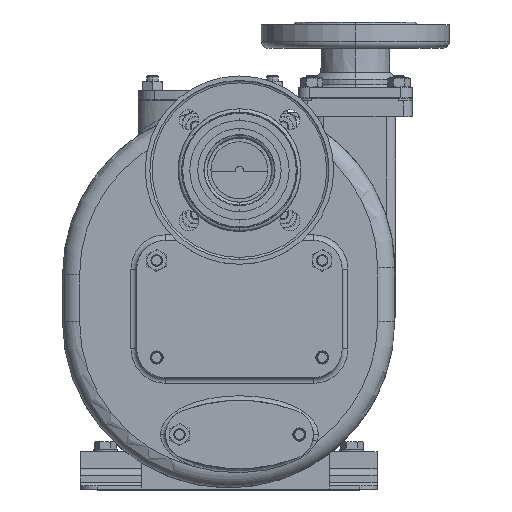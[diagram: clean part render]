
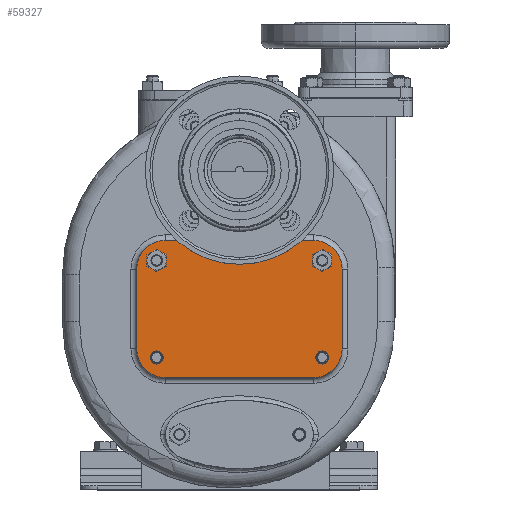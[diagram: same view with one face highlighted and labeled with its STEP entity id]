
A CAD part, top view. The second image highlights one B-rep face of the part: STEP entity #59327.
In plain terms, the highlighted planar face has unit normal (0, 0, 1).
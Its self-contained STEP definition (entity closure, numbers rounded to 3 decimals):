
#26695=CARTESIAN_POINT('',(-55.49,-27.5,279.5));
#26696=DIRECTION('',(0.,0.,-1.));
#26697=DIRECTION('',(0.,-1.,0.));
#26698=AXIS2_PLACEMENT_3D('',#26695,#26696,#26697);
#26700=DIRECTION('',(0.,1.,0.));
#26701=VECTOR('',#26700,70.);
#26702=CARTESIAN_POINT('',(-80.49,-27.5,279.5));
#26703=LINE('',#26702,#26701);
#26704=CARTESIAN_POINT('',(-55.49,42.5,279.5));
#26705=DIRECTION('',(0.,0.,-1.));
#26706=DIRECTION('',(-1.,0.,0.));
#26707=AXIS2_PLACEMENT_3D('',#26704,#26705,#26706);
#26709=DIRECTION('',(1.,0.,0.));
#26710=VECTOR('',#26709,130.);
#26711=CARTESIAN_POINT('',(-55.49,67.5,279.5));
#26712=LINE('',#26711,#26710);
#26713=CARTESIAN_POINT('',(74.51,42.5,279.5));
#26714=DIRECTION('',(0.,0.,-1.));
#26715=DIRECTION('',(0.,1.,0.));
#26716=AXIS2_PLACEMENT_3D('',#26713,#26714,#26715);
#26718=DIRECTION('',(0.,-1.,0.));
#26719=VECTOR('',#26718,70.);
#26720=CARTESIAN_POINT('',(99.51,42.5,279.5));
#26721=LINE('',#26720,#26719);
#26722=CARTESIAN_POINT('',(74.51,-27.5,279.5));
#26723=DIRECTION('',(0.,0.,-1.));
#26724=DIRECTION('',(1.,0.,0.));
#26725=AXIS2_PLACEMENT_3D('',#26722,#26723,#26724);
#26727=DIRECTION('',(-1.,0.,0.));
#26728=VECTOR('',#26727,130.);
#26729=CARTESIAN_POINT('',(74.51,-52.5,279.5));
#26730=LINE('',#26729,#26728);
#26731=CARTESIAN_POINT('',(82.01,-35.,279.5));
#26732=DIRECTION('',(0.,0.,1.));
#26733=DIRECTION('',(1.,0.,0.));
#26734=AXIS2_PLACEMENT_3D('',#26731,#26732,#26733);
#26736=CARTESIAN_POINT('',(82.01,-35.,279.5));
#26737=DIRECTION('',(0.,0.,1.));
#26738=DIRECTION('',(-1.,0.,0.));
#26739=AXIS2_PLACEMENT_3D('',#26736,#26737,#26738);
#26741=CARTESIAN_POINT('',(-62.99,-35.,279.5));
#26742=DIRECTION('',(0.,0.,1.));
#26743=DIRECTION('',(1.,0.,0.));
#26744=AXIS2_PLACEMENT_3D('',#26741,#26742,#26743);
#26746=CARTESIAN_POINT('',(-62.99,-35.,279.5));
#26747=DIRECTION('',(0.,0.,1.));
#26748=DIRECTION('',(-1.,0.,0.));
#26749=AXIS2_PLACEMENT_3D('',#26746,#26747,#26748);
#26751=CARTESIAN_POINT('',(-62.99,50.,279.5));
#26752=DIRECTION('',(0.,0.,-1.));
#26753=DIRECTION('',(0.5,-0.866,0.));
#26754=AXIS2_PLACEMENT_3D('',#26751,#26752,#26753);
#26756=CARTESIAN_POINT('',(-62.99,50.,279.5));
#26757=DIRECTION('',(0.,0.,-1.));
#26758=DIRECTION('',(1.,0.,0.));
#26759=AXIS2_PLACEMENT_3D('',#26756,#26757,#26758);
#26761=CARTESIAN_POINT('',(-62.99,50.,279.5));
#26762=DIRECTION('',(0.,0.,-1.));
#26763=DIRECTION('',(0.5,0.866,0.));
#26764=AXIS2_PLACEMENT_3D('',#26761,#26762,#26763);
#26766=CARTESIAN_POINT('',(-62.99,50.,279.5));
#26767=DIRECTION('',(0.,0.,-1.));
#26768=DIRECTION('',(-0.5,0.866,0.));
#26769=AXIS2_PLACEMENT_3D('',#26766,#26767,#26768);
#26771=CARTESIAN_POINT('',(-62.99,50.,279.5));
#26772=DIRECTION('',(0.,0.,-1.));
#26773=DIRECTION('',(-1.,0.,0.));
#26774=AXIS2_PLACEMENT_3D('',#26771,#26772,#26773);
#26776=CARTESIAN_POINT('',(-62.99,50.,279.5));
#26777=DIRECTION('',(0.,0.,-1.));
#26778=DIRECTION('',(-0.5,-0.866,0.));
#26779=AXIS2_PLACEMENT_3D('',#26776,#26777,#26778);
#26781=CARTESIAN_POINT('',(82.01,50.,279.5));
#26782=DIRECTION('',(0.,0.,-1.));
#26783=DIRECTION('',(0.5,-0.866,0.));
#26784=AXIS2_PLACEMENT_3D('',#26781,#26782,#26783);
#26786=CARTESIAN_POINT('',(82.01,50.,279.5));
#26787=DIRECTION('',(0.,0.,-1.));
#26788=DIRECTION('',(1.,0.,0.));
#26789=AXIS2_PLACEMENT_3D('',#26786,#26787,#26788);
#26791=CARTESIAN_POINT('',(82.01,50.,279.5));
#26792=DIRECTION('',(0.,0.,-1.));
#26793=DIRECTION('',(0.5,0.866,0.));
#26794=AXIS2_PLACEMENT_3D('',#26791,#26792,#26793);
#26796=CARTESIAN_POINT('',(82.01,50.,279.5));
#26797=DIRECTION('',(0.,0.,-1.));
#26798=DIRECTION('',(-0.5,0.866,0.));
#26799=AXIS2_PLACEMENT_3D('',#26796,#26797,#26798);
#26801=CARTESIAN_POINT('',(82.01,50.,279.5));
#26802=DIRECTION('',(0.,0.,-1.));
#26803=DIRECTION('',(-1.,0.,0.));
#26804=AXIS2_PLACEMENT_3D('',#26801,#26802,#26803);
#26806=CARTESIAN_POINT('',(82.01,50.,279.5));
#26807=DIRECTION('',(0.,0.,-1.));
#26808=DIRECTION('',(-0.5,-0.866,0.));
#26809=AXIS2_PLACEMENT_3D('',#26806,#26807,#26808);
#33960=CARTESIAN_POINT('',(87.76,-35.,279.5));
#33961=CARTESIAN_POINT('',(76.26,-35.,279.5));
#33962=VERTEX_POINT('',#33960);
#33963=VERTEX_POINT('',#33961);
#33964=CARTESIAN_POINT('',(-57.24,-35.,279.5));
#33965=CARTESIAN_POINT('',(-68.74,-35.,279.5));
#33966=VERTEX_POINT('',#33964);
#33967=VERTEX_POINT('',#33965);
#33968=CARTESIAN_POINT('',(-55.49,-52.5,279.5));
#33969=CARTESIAN_POINT('',(-80.49,-27.5,279.5));
#33970=VERTEX_POINT('',#33968);
#33971=VERTEX_POINT('',#33969);
#33972=CARTESIAN_POINT('',(-80.49,42.5,279.5));
#33973=VERTEX_POINT('',#33972);
#33974=CARTESIAN_POINT('',(-55.49,67.5,279.5));
#33975=VERTEX_POINT('',#33974);
#33976=CARTESIAN_POINT('',(74.51,67.5,279.5));
#33977=VERTEX_POINT('',#33976);
#33978=CARTESIAN_POINT('',(99.51,42.5,279.5));
#33979=VERTEX_POINT('',#33978);
#33980=CARTESIAN_POINT('',(99.51,-27.5,279.5));
#33981=VERTEX_POINT('',#33980);
#33982=CARTESIAN_POINT('',(74.51,-52.5,279.5));
#33983=VERTEX_POINT('',#33982);
#34020=CARTESIAN_POINT('',(-58.74,42.639,279.5));
#34021=CARTESIAN_POINT('',(-67.24,42.639,279.5));
#34022=VERTEX_POINT('',#34020);
#34023=VERTEX_POINT('',#34021);
#34024=CARTESIAN_POINT('',(-71.49,50.,279.5));
#34025=VERTEX_POINT('',#34024);
#34026=CARTESIAN_POINT('',(-67.24,57.361,279.5));
#34027=VERTEX_POINT('',#34026);
#34028=CARTESIAN_POINT('',(-58.74,57.361,279.5));
#34029=VERTEX_POINT('',#34028);
#34030=CARTESIAN_POINT('',(-54.49,50.,279.5));
#34031=VERTEX_POINT('',#34030);
#34060=CARTESIAN_POINT('',(86.26,42.639,279.5));
#34061=CARTESIAN_POINT('',(77.76,42.639,279.5));
#34062=VERTEX_POINT('',#34060);
#34063=VERTEX_POINT('',#34061);
#34064=CARTESIAN_POINT('',(73.51,50.,279.5));
#34065=VERTEX_POINT('',#34064);
#34066=CARTESIAN_POINT('',(77.76,57.361,279.5));
#34067=VERTEX_POINT('',#34066);
#34068=CARTESIAN_POINT('',(86.26,57.361,279.5));
#34069=VERTEX_POINT('',#34068);
#34070=CARTESIAN_POINT('',(90.51,50.,279.5));
#34071=VERTEX_POINT('',#34070);
#59272=CARTESIAN_POINT('',(9.51,7.5,279.5));
#59273=DIRECTION('',(0.,0.,-1.));
#59274=DIRECTION('',(1.,0.,0.));
#59275=AXIS2_PLACEMENT_3D('',#59272,#59273,#59274);
#59276=PLANE('',#59275);
#59277=ORIENTED_EDGE('',*,*,#59233,.T.);
#59278=ORIENTED_EDGE('',*,*,#59249,.T.);
#59279=ORIENTED_EDGE('',*,*,#59263,.T.);
#59280=ORIENTED_EDGE('',*,*,#59142,.T.);
#59281=ORIENTED_EDGE('',*,*,#59165,.T.);
#59282=ORIENTED_EDGE('',*,*,#59180,.T.);
#59283=ORIENTED_EDGE('',*,*,#59195,.T.);
#59284=ORIENTED_EDGE('',*,*,#59210,.T.);
#59285=EDGE_LOOP('',(#59277,#59278,#59279,#59280,#59281,#59282,#59283,#59284));
#59286=FACE_OUTER_BOUND('',#59285,.F.);
#59288=ORIENTED_EDGE('',*,*,#59287,.T.);
#59290=ORIENTED_EDGE('',*,*,#59289,.T.);
#59291=EDGE_LOOP('',(#59288,#59290));
#59292=FACE_BOUND('',#59291,.F.);
#59294=ORIENTED_EDGE('',*,*,#59293,.T.);
#59296=ORIENTED_EDGE('',*,*,#59295,.T.);
#59297=EDGE_LOOP('',(#59294,#59296));
#59298=FACE_BOUND('',#59297,.F.);
#59300=ORIENTED_EDGE('',*,*,#59299,.F.);
#59302=ORIENTED_EDGE('',*,*,#59301,.F.);
#59304=ORIENTED_EDGE('',*,*,#59303,.F.);
#59306=ORIENTED_EDGE('',*,*,#59305,.F.);
#59308=ORIENTED_EDGE('',*,*,#59307,.F.);
#59310=ORIENTED_EDGE('',*,*,#59309,.F.);
#59311=EDGE_LOOP('',(#59300,#59302,#59304,#59306,#59308,#59310));
#59312=FACE_BOUND('',#59311,.F.);
#59314=ORIENTED_EDGE('',*,*,#59313,.F.);
#59316=ORIENTED_EDGE('',*,*,#59315,.F.);
#59318=ORIENTED_EDGE('',*,*,#59317,.F.);
#59320=ORIENTED_EDGE('',*,*,#59319,.F.);
#59322=ORIENTED_EDGE('',*,*,#59321,.F.);
#59324=ORIENTED_EDGE('',*,*,#59323,.F.);
#59325=EDGE_LOOP('',(#59314,#59316,#59318,#59320,#59322,#59324));
#59326=FACE_BOUND('',#59325,.F.);
#59327=ADVANCED_FACE('',(#59286,#59292,#59298,#59312,#59326),#59276,.F.);
#26699=CIRCLE('',#26698,25.);
#26708=CIRCLE('',#26707,25.);
#26717=CIRCLE('',#26716,25.);
#26726=CIRCLE('',#26725,25.);
#26735=CIRCLE('',#26734,5.75);
#26740=CIRCLE('',#26739,5.75);
#26745=CIRCLE('',#26744,5.75);
#26750=CIRCLE('',#26749,5.75);
#26755=CIRCLE('',#26754,8.5);
#26760=CIRCLE('',#26759,8.5);
#26765=CIRCLE('',#26764,8.5);
#26770=CIRCLE('',#26769,8.5);
#26775=CIRCLE('',#26774,8.5);
#26780=CIRCLE('',#26779,8.5);
#26785=CIRCLE('',#26784,8.5);
#26790=CIRCLE('',#26789,8.5);
#26795=CIRCLE('',#26794,8.5);
#26800=CIRCLE('',#26799,8.5);
#26805=CIRCLE('',#26804,8.5);
#26810=CIRCLE('',#26809,8.5);
#59142=EDGE_CURVE('',#33975,#33977,#26712,.T.);
#59165=EDGE_CURVE('',#33977,#33979,#26717,.T.);
#59180=EDGE_CURVE('',#33979,#33981,#26721,.T.);
#59195=EDGE_CURVE('',#33981,#33983,#26726,.T.);
#59210=EDGE_CURVE('',#33983,#33970,#26730,.T.);
#59233=EDGE_CURVE('',#33970,#33971,#26699,.T.);
#59249=EDGE_CURVE('',#33971,#33973,#26703,.T.);
#59263=EDGE_CURVE('',#33973,#33975,#26708,.T.);
#59287=EDGE_CURVE('',#33962,#33963,#26735,.T.);
#59289=EDGE_CURVE('',#33963,#33962,#26740,.T.);
#59293=EDGE_CURVE('',#33966,#33967,#26745,.T.);
#59295=EDGE_CURVE('',#33967,#33966,#26750,.T.);
#59299=EDGE_CURVE('',#34022,#34023,#26755,.T.);
#59301=EDGE_CURVE('',#34031,#34022,#26760,.T.);
#59303=EDGE_CURVE('',#34029,#34031,#26765,.T.);
#59305=EDGE_CURVE('',#34027,#34029,#26770,.T.);
#59307=EDGE_CURVE('',#34025,#34027,#26775,.T.);
#59309=EDGE_CURVE('',#34023,#34025,#26780,.T.);
#59313=EDGE_CURVE('',#34062,#34063,#26785,.T.);
#59315=EDGE_CURVE('',#34071,#34062,#26790,.T.);
#59317=EDGE_CURVE('',#34069,#34071,#26795,.T.);
#59319=EDGE_CURVE('',#34067,#34069,#26800,.T.);
#59321=EDGE_CURVE('',#34065,#34067,#26805,.T.);
#59323=EDGE_CURVE('',#34063,#34065,#26810,.T.);
